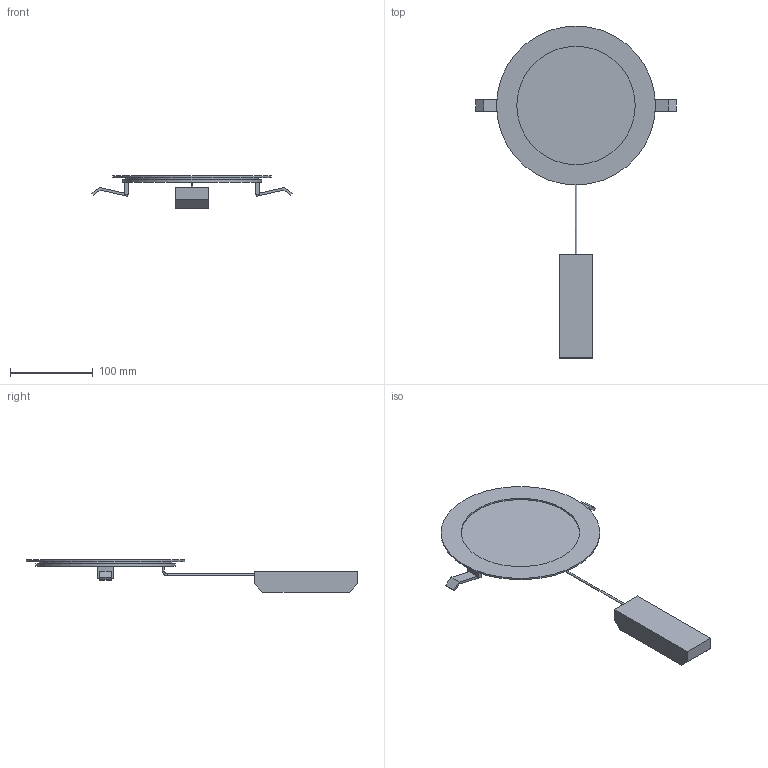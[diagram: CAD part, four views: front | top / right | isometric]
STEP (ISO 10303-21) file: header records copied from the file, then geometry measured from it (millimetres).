
FILE_DESCRIPTION (( 'STEP AP214' ), '1' );
FILE_NAME ('LEDVANCE_Downlight_Slim_Alu_17W.STEP', '2022-01-26T14:43:00', ( '' ), ( '' ), 'SwSTEP 2.0', 'SolidWorks 2020', '' );
FILE_SCHEMA (( 'AUTOMOTIVE_DESIGN' ));
Length unit declared in the file: millimetre
Products named in the file (1): LEDVANCE_Downlight_Slim_Alu_17W
Bounding box: 242.06 x 401 x 39 mm (x, y, z)
Volume: 280834.7 mm3; surface area: 139068.8 mm2
Topology: 9 solids, 9 shells, 51 faces, 99 edges, 66 vertices
Faces by surface type: plane 42, cylinder 8, torus 1
Full cylindrical faces by diameter (mm): 2.306 x2, 143 x1, 160 x1, 168 x1, 192 x1
Entity records: 1422 total; most frequent: CARTESIAN_POINT 278, DIRECTION 206, ORIENTED_EDGE 184, EDGE_CURVE 92, VECTOR 74, LINE 74, VERTEX_POINT 66, AXIS2_PLACEMENT_3D 66
